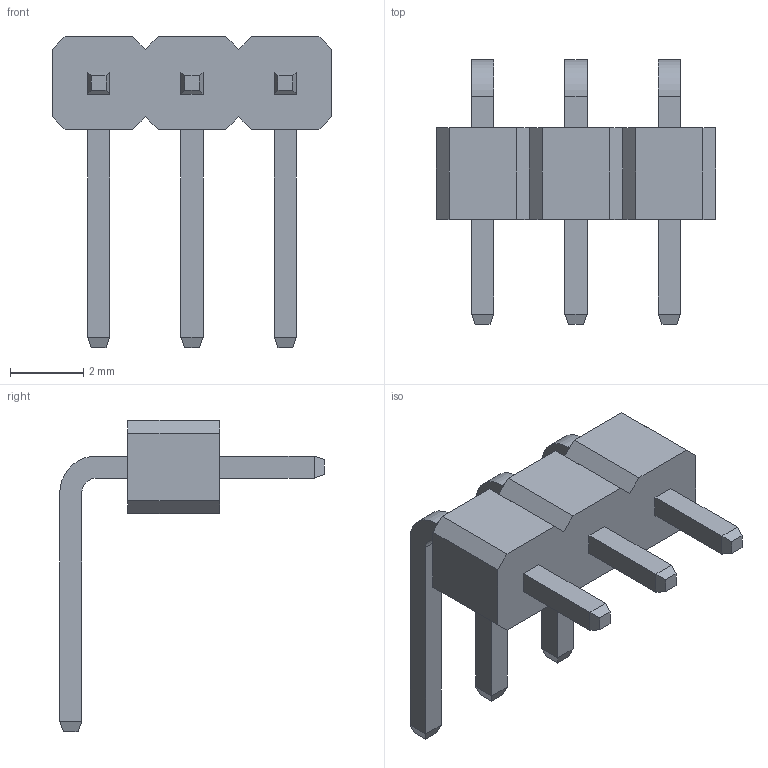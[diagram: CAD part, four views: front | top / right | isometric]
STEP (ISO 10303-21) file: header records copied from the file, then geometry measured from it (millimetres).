
FILE_DESCRIPTION(('CATIA V5 STEP Exchange'),'2;1');
FILE_NAME('PinHeader_3X1_right .stp','2023-05-27T11:18:21+00:00',('none'),('none'),'CATIA Version 5 Release 18 GA (IN-10)','CATIA V5 STEP AP214','none');
FILE_SCHEMA(('AUTOMOTIVE_DESIGN { 1 0 10303 214 1 1 1 1 }'));
Length unit declared in the file: millimetre
Products named in the file (1): PinHeader_3X1_right
Bounding box: 7.62 x 7.2 x 8.47 mm (x, y, z)
Volume: 58.5 mm3; surface area: 168.6 mm2
Topology: 1 solids, 1 shells, 88 faces, 216 edges, 136 vertices
Faces by surface type: plane 82, cylinder 6
Entity records: 2769 total; most frequent: ORIENTED_EDGE 432, CARTESIAN_POINT 425, DIRECTION 288, EDGE_CURVE 216, VECTOR 180, LINE 180, VERTEX_POINT 136, EDGE_LOOP 94
